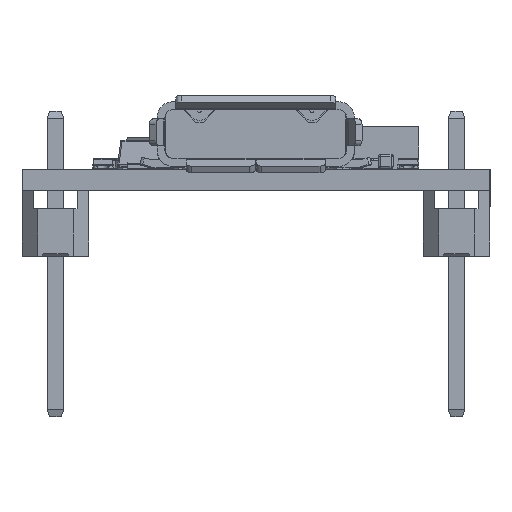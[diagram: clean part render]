
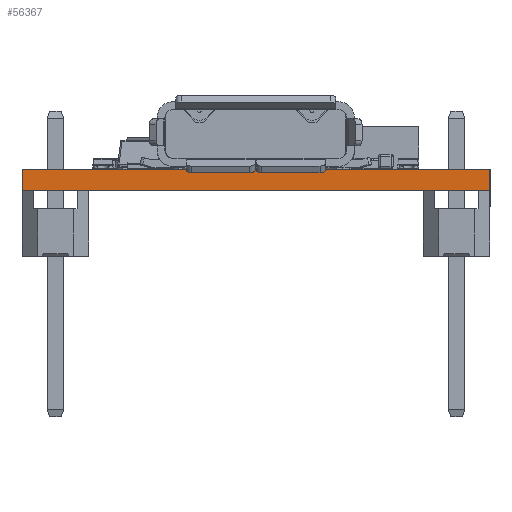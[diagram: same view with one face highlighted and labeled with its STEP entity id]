
A CAD part, left-side view. The second image highlights one B-rep face of the part: STEP entity #56367.
In plain terms, the highlighted planar face has unit normal (-1, 0, 0).
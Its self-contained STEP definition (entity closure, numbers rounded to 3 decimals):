
#2311=PLANE('',#60092);
#4626=FACE_OUTER_BOUND('',#7846,.T.);
#7846=EDGE_LOOP('',(#39984,#39985,#39986,#39987));
#12796=LINE('',#81877,#19184);
#12833=LINE('',#81937,#19221);
#12863=LINE('',#81982,#19251);
#12869=LINE('',#82009,#19257);
#19184=VECTOR('',#65778,10.);
#19221=VECTOR('',#65849,10.);
#19251=VECTOR('',#65909,10.);
#19257=VECTOR('',#65941,10.);
#25794=VERTEX_POINT('',#81874);
#25795=VERTEX_POINT('',#81876);
#25800=VERTEX_POINT('',#81934);
#25801=VERTEX_POINT('',#81936);
#31221=EDGE_CURVE('',#25795,#25794,#12796,.T.);
#31258=EDGE_CURVE('',#25800,#25801,#12833,.T.);
#31288=EDGE_CURVE('',#25801,#25794,#12863,.T.);
#31302=EDGE_CURVE('',#25800,#25795,#12869,.T.);
#39984=ORIENTED_EDGE('',*,*,#31302,.T.);
#39985=ORIENTED_EDGE('',*,*,#31221,.T.);
#39986=ORIENTED_EDGE('',*,*,#31288,.F.);
#39987=ORIENTED_EDGE('',*,*,#31258,.F.);
#56367=ADVANCED_FACE('',(#4626),#2311,.T.);
#60092=AXIS2_PLACEMENT_3D('',#82008,#65939,#65940);
#65778=DIRECTION('',(0.,0.,1.));
#65849=DIRECTION('',(0.,0.,1.));
#65909=DIRECTION('',(0.,-1.,0.));
#65939=DIRECTION('center_axis',(-1.,0.,0.));
#65940=DIRECTION('ref_axis',(0.,-1.,0.));
#65941=DIRECTION('',(0.,-1.,0.));
#81874=CARTESIAN_POINT('',(0.,0.,0.805));
#81876=CARTESIAN_POINT('',(0.,0.,0.));
#81877=CARTESIAN_POINT('',(0.,0.,0.));
#81934=CARTESIAN_POINT('',(0.,17.78,0.));
#81936=CARTESIAN_POINT('',(0.,17.78,0.805));
#81937=CARTESIAN_POINT('',(0.,17.78,0.));
#81982=CARTESIAN_POINT('',(0.,17.78,0.805));
#82008=CARTESIAN_POINT('Origin',(0.,17.78,0.));
#82009=CARTESIAN_POINT('',(0.,17.78,0.));
